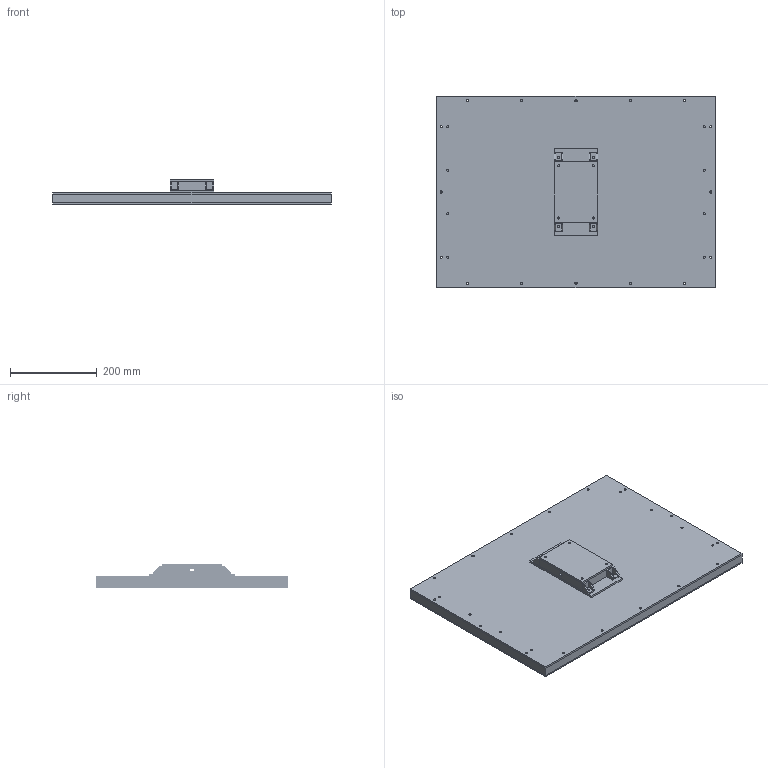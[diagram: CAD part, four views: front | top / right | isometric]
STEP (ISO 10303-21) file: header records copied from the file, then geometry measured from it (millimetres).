
FILE_DESCRIPTION(/* description */ ('','CAx-IF Rec.Pracs.---Representation and Presentation of Product Manufacturing Information (PMI)---4.0---2014-10-13'),/* implementation_level */ '2;1');
FILE_NAME(/* name */ 'Vacuum Former V5 Heater Box.step',/* time_stamp */ '2025-02-13T23:17:56+11:00',/* author */ (''),/* organization */ (''),/* preprocessor_version */ 'ST-DEVELOPER v20',/* originating_system */ 'Autodesk Translation Framework v13.20.0.188',/* authorisation */ '');
FILE_SCHEMA (('AP242_MANAGED_MODEL_BASED_3D_ENGINEERING_MIM_LF { 1 0 10303 442 1 1 4 }'));
Length unit declared in the file: millimetre
Products named in the file (2): Vacuum Former V5 Heater Box; Carbon Fiber Quartz Heating Element (52cm) Ref
Assembly tree (4 placements, depth 2):
  Vacuum Former V5 Heater Box
    Carbon Fiber Quartz Heating Element (52cm) Ref  x4
Bounding box: 640 x 440 x 56.5 mm (x, y, z)
Volume: 3396669.8 mm3; surface area: 1642266.1 mm2
Topology: 36 solids, 36 shells, 315 faces, 705 edges, 470 vertices
Faces by surface type: plane 212, cylinder 99, bspline 4
Full cylindrical faces by diameter (mm): 5 x62, 6 x17, 8 x4, 10 x4, 15 x8
Entity records: 13851 total; most frequent: CARTESIAN_POINT 7801, DIRECTION 1197, ORIENTED_EDGE 1140, EDGE_CURVE 570, LINE 405, VECTOR 405, AXIS2_PLACEMENT_3D 396, EDGE_LOOP 382
